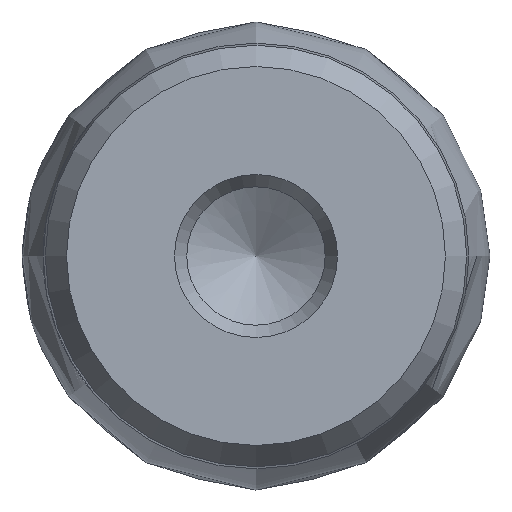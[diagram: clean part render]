
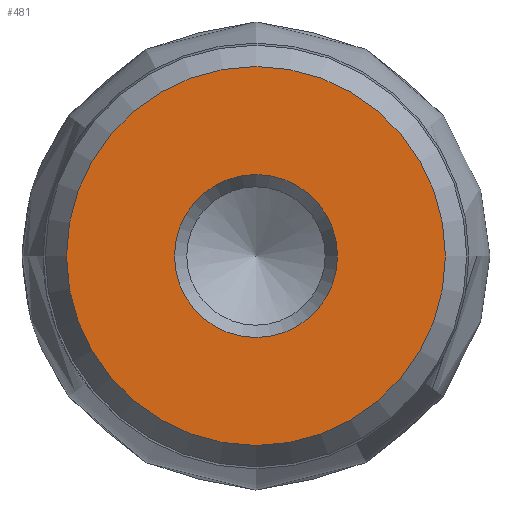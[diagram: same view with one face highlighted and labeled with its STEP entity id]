
A CAD part, left-side view. The second image highlights one B-rep face of the part: STEP entity #481.
In plain terms, the highlighted planar face has unit normal (-1, 0, 0).
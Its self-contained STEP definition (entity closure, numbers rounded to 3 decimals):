
#14 = EDGE_CURVE ( 'NONE', #1564, #1564, #2668, .T. ) ;
#15 = FACE_BOUND ( 'NONE', #1682, .T. ) ;
#390 = DIRECTION ( 'NONE',  ( 1., 0., 0. ) ) ;
#423 = AXIS2_PLACEMENT_3D ( 'NONE', #1870, #390, #982 ) ;
#434 = AXIS2_PLACEMENT_3D ( 'NONE', #2413, #695, #2358 ) ;
#481 = ADVANCED_FACE ( 'NONE', ( #15, #2339 ), #1244, .T. ) ;
#665 = EDGE_CURVE ( 'NONE', #2189, #2189, #1826, .T. ) ;
#684 = EDGE_LOOP ( 'NONE', ( #2435 ) ) ;
#695 = DIRECTION ( 'NONE',  ( -1., 0., 0. ) ) ;
#982 = DIRECTION ( 'NONE',  ( 0., 0., -1. ) ) ;
#1012 = DIRECTION ( 'NONE',  ( 0., 0., -1. ) ) ;
#1244 = PLANE ( 'NONE',  #434 ) ;
#1495 = CARTESIAN_POINT ( 'NONE',  ( -129.05, 0., -8.9 ) ) ;
#1518 = CARTESIAN_POINT ( 'NONE',  ( -129.05, 0., 0. ) ) ;
#1564 = VERTEX_POINT ( 'NONE', #2455 ) ;
#1682 = EDGE_LOOP ( 'NONE', ( #2343 ) ) ;
#1826 = CIRCLE ( 'NONE', #423, 8.9 ) ;
#1870 = CARTESIAN_POINT ( 'NONE',  ( -129.05, 0., 0. ) ) ;
#2189 = VERTEX_POINT ( 'NONE', #1495 ) ;
#2207 = DIRECTION ( 'NONE',  ( 1., 0., 0. ) ) ;
#2339 = FACE_OUTER_BOUND ( 'NONE', #684, .T. ) ;
#2343 = ORIENTED_EDGE ( 'NONE', *, *, #14, .T. ) ;
#2344 = AXIS2_PLACEMENT_3D ( 'NONE', #1518, #2207, #1012 ) ;
#2358 = DIRECTION ( 'NONE',  ( 0., 0., 1. ) ) ;
#2413 = CARTESIAN_POINT ( 'NONE',  ( -129.05, 8.9, 0. ) ) ;
#2435 = ORIENTED_EDGE ( 'NONE', *, *, #665, .F. ) ;
#2455 = CARTESIAN_POINT ( 'NONE',  ( -129.05, 0., -3.827 ) ) ;
#2668 = CIRCLE ( 'NONE', #2344, 3.827 ) ;
